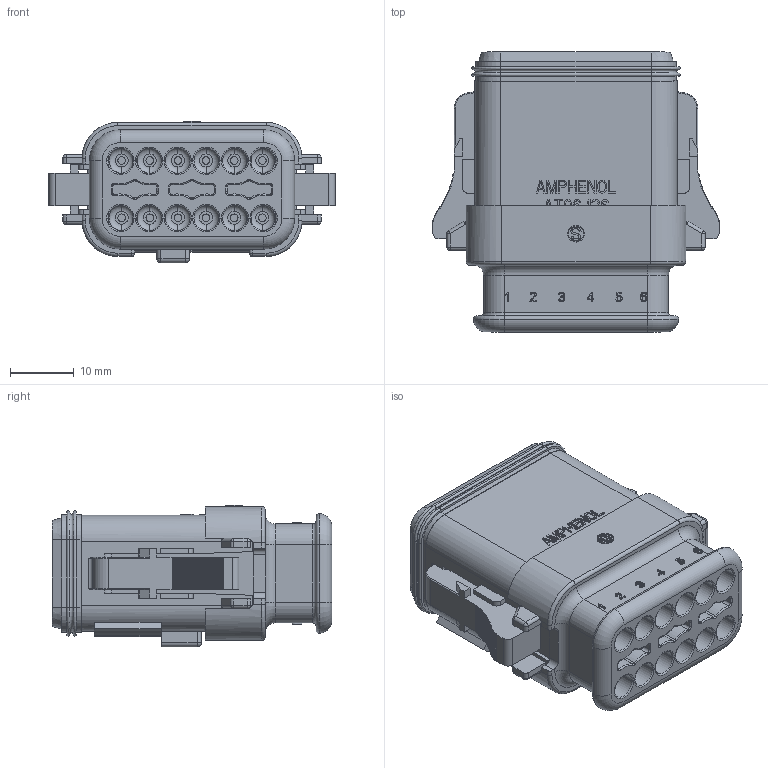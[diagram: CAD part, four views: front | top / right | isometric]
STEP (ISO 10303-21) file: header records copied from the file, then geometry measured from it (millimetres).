
FILE_DESCRIPTION((''),'2;1');
FILE_NAME('AT06-12SA-SR01_ASM','2015-06-29T',('jarry.li'),(''),'PRO/ENGINEER BY PARAMETRIC TECHNOLOGY CORPORATION, 2013230','PRO/ENGINEER BY PARAMETRIC TECHNOLOGY CORPORATION, 2013230','');
FILE_SCHEMA(('CONFIG_CONTROL_DESIGN'));
Products named in the file (3): 26-54224-12SA; PL000310-S-XXX; AT06-12SA-SR01_ASM
Assembly tree (2 placements, depth 2):
  AT06-12SA-SR01_ASM
    26-54224-12SA
    PL000310-S-XXX
Bounding box: 45.02 x 43.95 x 22.25 mm (x, y, z)
Volume: 22888.9 mm3; surface area: 11855.3 mm2
Topology: 2 solids, 6 shells, 2220 faces, 6087 edges, 3998 vertices
Faces by surface type: plane 1429, extrusion 318, cylinder 301, torus 132, cone 24, sphere 16
Entity records: 71135 total; most frequent: CARTESIAN_POINT 15232, ORIENTED_EDGE 12174, DIRECTION 10383, EDGE_CURVE 6087, VECTOR 4821, LINE 4503, VERTEX_POINT 3998, AXIS2_PLACEMENT_3D 2781
